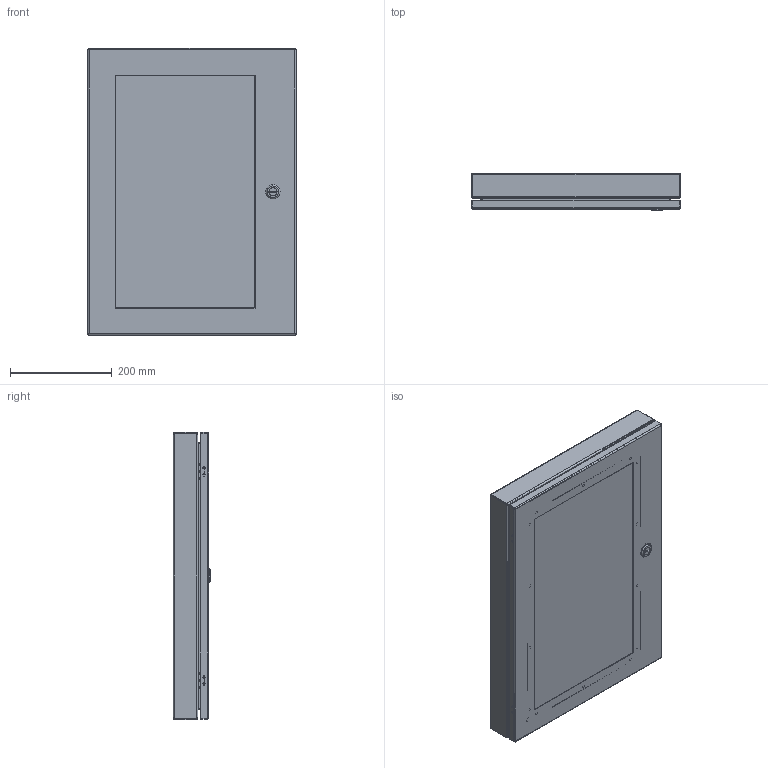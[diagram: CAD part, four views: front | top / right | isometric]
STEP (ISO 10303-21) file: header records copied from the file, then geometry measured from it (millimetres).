
FILE_DESCRIPTION (( 'STEP AP203' ), '1' );
FILE_NAME ('1481WSSDH2420_Default.step', '2019-11-12T17:57:26', ( '' ), ( '' ), 'SwSTEP 2.0', 'SolidWorks 2019', '' );
FILE_SCHEMA (( 'CONFIG_CONTROL_DESIGN' ));
Length unit declared in the file: inch
Products named in the file (1): 1481WSSDH2420_Default
Bounding box: 409.96 x 73.91 x 563.63 mm (x, y, z)
Volume: 1549673.2 mm3; surface area: 1097680.9 mm2
Topology: 50 solids, 50 shells, 1155 faces, 2511 edges, 1492 vertices
Faces by surface type: plane 617, cylinder 334, cone 100, bspline 92, torus 12
Entity records: 36042 total; most frequent: CARTESIAN_POINT 11159, DIRECTION 5103, ORIENTED_EDGE 5022, EDGE_CURVE 2511, AXIS2_PLACEMENT_3D 1868, VERTEX_POINT 1492, VECTOR 1367, LINE 1367
